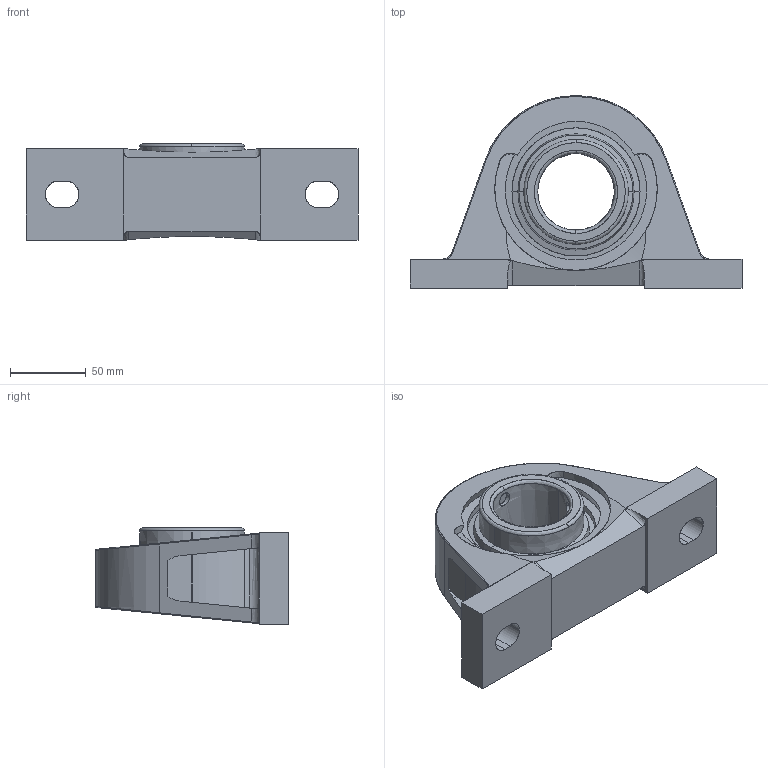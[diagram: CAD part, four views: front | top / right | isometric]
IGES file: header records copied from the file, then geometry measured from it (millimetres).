
Start section: SolidWorks IGES file using analytic representation for surfaces
Global section: file name: NPDEFAU03301142522857.igs; native system: SolidWorks 2007; preprocessor: SolidWorks 2007; author: partstream; date: 070330.114254; units: inch
Bounding box: 219.07 x 127 x 63.5 mm (x, y, z)
Surface area: 93995.4 mm2 (no closed solid volume)
Topology: 0 solids, 0 shells, 128 faces, 2465 edges, 2465 vertices
Faces by surface type: revolution 69, bspline 59
